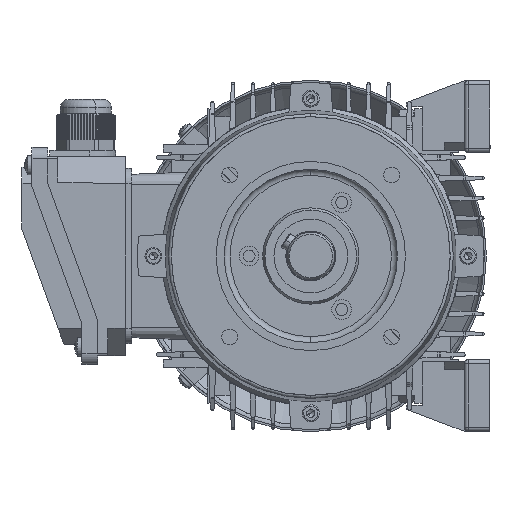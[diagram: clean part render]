
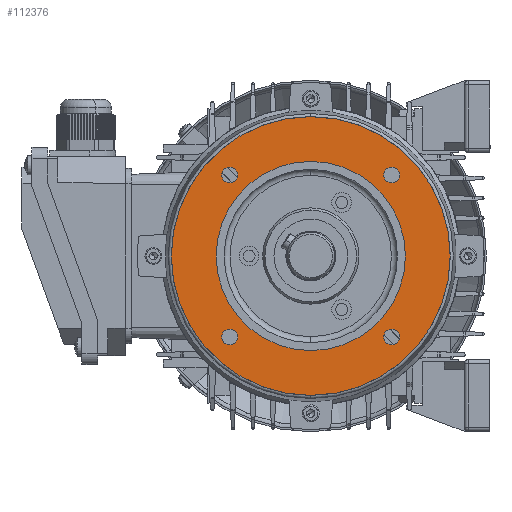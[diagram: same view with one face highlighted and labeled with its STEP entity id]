
A CAD part, left-side view. The second image highlights one B-rep face of the part: STEP entity #112376.
In plain terms, the highlighted planar face has unit normal (-1, 0, 0).
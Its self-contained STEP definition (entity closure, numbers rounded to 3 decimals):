
#7318 = EDGE_CURVE ( 'NONE', #109345, #109053, #106883, .T. ) ;
#7589 = VERTEX_POINT ( 'NONE', #107211 ) ;
#7642 = EDGE_CURVE ( 'NONE', #7589, #7724, #107278, .T. ) ;
#7724 = VERTEX_POINT ( 'NONE', #107428 ) ;
#39843 = VERTEX_POINT ( 'NONE', #68866 ) ;
#39885 = EDGE_CURVE ( 'NONE', #39940, #39843, #68847, .T. ) ;
#39940 = VERTEX_POINT ( 'NONE', #68836 ) ;
#43886 = VERTEX_POINT ( 'NONE', #70736 ) ;
#43888 = EDGE_CURVE ( 'NONE', #43886, #44028, #70896, .T. ) ;
#44028 = VERTEX_POINT ( 'NONE', #70886 ) ;
#68836 = CARTESIAN_POINT ( 'NONE',  ( 3., -40.659, -36.659 ) ) ;
#68838 = DIRECTION ( 'NONE',  ( 0., 0., -1. ) ) ;
#68841 = DIRECTION ( 'NONE',  ( 1., 0., 0. ) ) ;
#68843 = CARTESIAN_POINT ( 'NONE',  ( 3., -40.659, -40.659 ) ) ;
#68845 = AXIS2_PLACEMENT_3D ( 'NONE', #68843, #68841, #68838 ) ;
#68847 = CIRCLE ( 'NONE', #68845, 4. ) ;
#68866 = CARTESIAN_POINT ( 'NONE',  ( 3., -40.659, -44.659 ) ) ;
#70736 = CARTESIAN_POINT ( 'NONE',  ( 3., 40.659, 44.659 ) ) ;
#70886 = CARTESIAN_POINT ( 'NONE',  ( 3., 40.659, 36.659 ) ) ;
#70888 = DIRECTION ( 'NONE',  ( 0., 0., -1. ) ) ;
#70890 = DIRECTION ( 'NONE',  ( 1., 0., 0. ) ) ;
#70892 = CARTESIAN_POINT ( 'NONE',  ( 3., 40.659, 40.659 ) ) ;
#70893 = AXIS2_PLACEMENT_3D ( 'NONE', #70892, #70890, #70888 ) ;
#70896 = CIRCLE ( 'NONE', #70893, 4. ) ;
#73644 = CARTESIAN_POINT ( 'NONE',  ( 3., -40.659, 44.659 ) ) ;
#73688 = CARTESIAN_POINT ( 'NONE',  ( 3., 40.659, -36.659 ) ) ;
#73689 = DIRECTION ( 'NONE',  ( 0., 0., -1. ) ) ;
#73691 = DIRECTION ( 'NONE',  ( 1., 0., 0. ) ) ;
#73693 = CARTESIAN_POINT ( 'NONE',  ( 3., 40.659, -40.659 ) ) ;
#73694 = AXIS2_PLACEMENT_3D ( 'NONE', #73693, #73691, #73689 ) ;
#73695 = CIRCLE ( 'NONE', #73694, 4. ) ;
#73716 = CARTESIAN_POINT ( 'NONE',  ( 3., 40.659, -44.659 ) ) ;
#73720 = CARTESIAN_POINT ( 'NONE',  ( 3., -40.659, 36.659 ) ) ;
#73722 = DIRECTION ( 'NONE',  ( 0., 0., -1. ) ) ;
#73724 = DIRECTION ( 'NONE',  ( 1., 0., 0. ) ) ;
#73726 = CARTESIAN_POINT ( 'NONE',  ( 3., -40.659, 40.659 ) ) ;
#73727 = AXIS2_PLACEMENT_3D ( 'NONE', #73726, #73724, #73722 ) ;
#73729 = CIRCLE ( 'NONE', #73727, 4. ) ;
#75086 = CARTESIAN_POINT ( 'NONE',  ( 3., 0., -47.5 ) ) ;
#75235 = CARTESIAN_POINT ( 'NONE',  ( 3., 0., 47.5 ) ) ;
#77813 = DIRECTION ( 'NONE',  ( 0., 0., -1. ) ) ;
#79281 = DIRECTION ( 'NONE',  ( 1., 0., 0. ) ) ;
#79283 = AXIS2_PLACEMENT_3D ( 'NONE', #79288, #79281, #77813 ) ;
#79288 = CARTESIAN_POINT ( 'NONE',  ( 3., 47.5, 0. ) ) ;
#79290 = PLANE ( 'NONE',  #79283 ) ;
#79292 = FACE_OUTER_BOUND ( 'NONE', #112418, .T. ) ;
#79294 = FACE_BOUND ( 'NONE', #112415, .T. ) ;
#79296 = FACE_BOUND ( 'NONE', #112438, .T. ) ;
#79297 = FACE_BOUND ( 'NONE', #112434, .T. ) ;
#79298 = FACE_BOUND ( 'NONE', #112429, .T. ) ;
#79299 = FACE_BOUND ( 'NONE', #112377, .T. ) ;
#79301 = DIRECTION ( 'NONE',  ( 0., 0., 1. ) ) ;
#79304 = DIRECTION ( 'NONE',  ( -1., 0., 0. ) ) ;
#79305 = CARTESIAN_POINT ( 'NONE',  ( 3., 0., 0. ) ) ;
#79307 = AXIS2_PLACEMENT_3D ( 'NONE', #79305, #79304, #79301 ) ;
#79308 = CIRCLE ( 'NONE', #79307, 47.5 ) ;
#79433 = DIRECTION ( 'NONE',  ( 0., 0., 1. ) ) ;
#79435 = DIRECTION ( 'NONE',  ( -1., 0., 0. ) ) ;
#79436 = CARTESIAN_POINT ( 'NONE',  ( 3., 0., 0. ) ) ;
#79437 = AXIS2_PLACEMENT_3D ( 'NONE', #79436, #79435, #79433 ) ;
#79448 = CIRCLE ( 'NONE', #79437, 70. ) ;
#79497 = DIRECTION ( 'NONE',  ( 0., 0., -1. ) ) ;
#79498 = DIRECTION ( 'NONE',  ( 1., 0., 0. ) ) ;
#79499 = CARTESIAN_POINT ( 'NONE',  ( 3., 40.659, 40.659 ) ) ;
#79500 = AXIS2_PLACEMENT_3D ( 'NONE', #79499, #79498, #79497 ) ;
#79501 = CIRCLE ( 'NONE', #79500, 4. ) ;
#79504 = DIRECTION ( 'NONE',  ( 0., 0., -1. ) ) ;
#79505 = DIRECTION ( 'NONE',  ( 1., 0., 0. ) ) ;
#79506 = CARTESIAN_POINT ( 'NONE',  ( 3., 40.659, -40.659 ) ) ;
#79507 = AXIS2_PLACEMENT_3D ( 'NONE', #79506, #79505, #79504 ) ;
#79508 = CIRCLE ( 'NONE', #79507, 4. ) ;
#79512 = DIRECTION ( 'NONE',  ( 0., 0., -1. ) ) ;
#79514 = DIRECTION ( 'NONE',  ( 1., 0., 0. ) ) ;
#79516 = CARTESIAN_POINT ( 'NONE',  ( 3., -40.659, -40.659 ) ) ;
#79517 = AXIS2_PLACEMENT_3D ( 'NONE', #79516, #79514, #79512 ) ;
#79518 = CIRCLE ( 'NONE', #79517, 4. ) ;
#79521 = DIRECTION ( 'NONE',  ( 0., 0., -1. ) ) ;
#79522 = DIRECTION ( 'NONE',  ( 1., 0., 0. ) ) ;
#79524 = CARTESIAN_POINT ( 'NONE',  ( 3., -40.659, 40.659 ) ) ;
#79525 = AXIS2_PLACEMENT_3D ( 'NONE', #79524, #79522, #79521 ) ;
#79527 = CIRCLE ( 'NONE', #79525, 4. ) ;
#90800 = VERTEX_POINT ( 'NONE', #73644 ) ;
#90924 = EDGE_CURVE ( 'NONE', #90800, #90954, #73729, .T. ) ;
#90954 = VERTEX_POINT ( 'NONE', #73720 ) ;
#91076 = VERTEX_POINT ( 'NONE', #73716 ) ;
#91081 = EDGE_CURVE ( 'NONE', #91090, #91076, #73695, .T. ) ;
#91090 = VERTEX_POINT ( 'NONE', #73688 ) ;
#106879 = DIRECTION ( 'NONE',  ( 0., 0., 1. ) ) ;
#106880 = DIRECTION ( 'NONE',  ( -1., 0., 0. ) ) ;
#106881 = CARTESIAN_POINT ( 'NONE',  ( 3., 0., 0. ) ) ;
#106882 = AXIS2_PLACEMENT_3D ( 'NONE', #106881, #106880, #106879 ) ;
#106883 = CIRCLE ( 'NONE', #106882, 47.5 ) ;
#107211 = CARTESIAN_POINT ( 'NONE',  ( 3., 0., 70. ) ) ;
#107270 = DIRECTION ( 'NONE',  ( 0., 0., 1. ) ) ;
#107271 = DIRECTION ( 'NONE',  ( -1., 0., 0. ) ) ;
#107272 = CARTESIAN_POINT ( 'NONE',  ( 3., 0., 0. ) ) ;
#107273 = AXIS2_PLACEMENT_3D ( 'NONE', #107272, #107271, #107270 ) ;
#107278 = CIRCLE ( 'NONE', #107273, 70. ) ;
#107428 = CARTESIAN_POINT ( 'NONE',  ( 3., 0., -70. ) ) ;
#109053 = VERTEX_POINT ( 'NONE', #75086 ) ;
#109345 = VERTEX_POINT ( 'NONE', #75235 ) ;
#112373 = EDGE_CURVE ( 'NONE', #109053, #109345, #79308, .T. ) ;
#112376 = ADVANCED_FACE ( 'NONE', ( #79299, #79298, #79297, #79296, #79294, #79292 ), #79290, .F. ) ;
#112377 = EDGE_LOOP ( 'NONE', ( #112378, #112428 ) ) ;
#112378 = ORIENTED_EDGE ( 'NONE', *, *, #112427, .T. ) ;
#112414 = ORIENTED_EDGE ( 'NONE', *, *, #43888, .T. ) ;
#112415 = EDGE_LOOP ( 'NONE', ( #112416, #112417 ) ) ;
#112416 = ORIENTED_EDGE ( 'NONE', *, *, #7318, .F. ) ;
#112417 = ORIENTED_EDGE ( 'NONE', *, *, #112373, .F. ) ;
#112418 = EDGE_LOOP ( 'NONE', ( #112419, #112420 ) ) ;
#112419 = ORIENTED_EDGE ( 'NONE', *, *, #7642, .T. ) ;
#112420 = ORIENTED_EDGE ( 'NONE', *, *, #112421, .T. ) ;
#112421 = EDGE_CURVE ( 'NONE', #7724, #7589, #79448, .T. ) ;
#112427 = EDGE_CURVE ( 'NONE', #90954, #90800, #79527, .T. ) ;
#112428 = ORIENTED_EDGE ( 'NONE', *, *, #90924, .T. ) ;
#112429 = EDGE_LOOP ( 'NONE', ( #112431, #112433 ) ) ;
#112431 = ORIENTED_EDGE ( 'NONE', *, *, #112432, .T. ) ;
#112432 = EDGE_CURVE ( 'NONE', #39843, #39940, #79518, .T. ) ;
#112433 = ORIENTED_EDGE ( 'NONE', *, *, #39885, .T. ) ;
#112434 = EDGE_LOOP ( 'NONE', ( #112435, #112437 ) ) ;
#112435 = ORIENTED_EDGE ( 'NONE', *, *, #112436, .T. ) ;
#112436 = EDGE_CURVE ( 'NONE', #91076, #91090, #79508, .T. ) ;
#112437 = ORIENTED_EDGE ( 'NONE', *, *, #91081, .T. ) ;
#112438 = EDGE_LOOP ( 'NONE', ( #112439, #112414 ) ) ;
#112439 = ORIENTED_EDGE ( 'NONE', *, *, #112440, .T. ) ;
#112440 = EDGE_CURVE ( 'NONE', #44028, #43886, #79501, .T. ) ;
